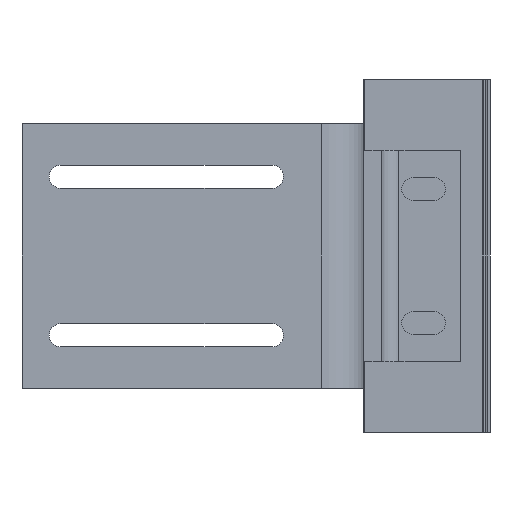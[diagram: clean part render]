
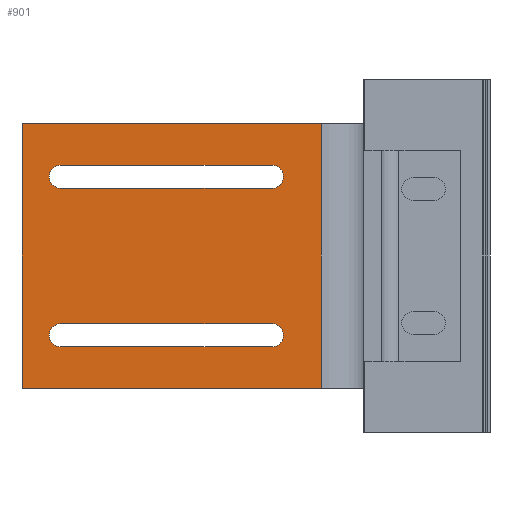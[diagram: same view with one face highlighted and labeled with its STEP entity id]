
A CAD part, front view. The second image highlights one B-rep face of the part: STEP entity #901.
In plain terms, the highlighted planar face has unit normal (0, -1, 0).
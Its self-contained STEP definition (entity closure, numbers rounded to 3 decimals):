
#226 = LINE ( 'NONE', #14916, #17017 ) ;
#775 = ORIENTED_EDGE ( 'NONE', *, *, #22332, .T. ) ;
#853 = AXIS2_PLACEMENT_3D ( 'NONE', #14340, #4777, #12352 ) ;
#901 = ADVANCED_FACE ( 'NONE', ( #22664, #3434, #1291 ), #13241, .F. ) ;
#1029 = CARTESIAN_POINT ( 'NONE',  ( 45., -12., -38.5 ) ) ;
#1291 = FACE_BOUND ( 'NONE', #16239, .T. ) ;
#1300 = EDGE_LOOP ( 'NONE', ( #775, #16768, #16135, #12450 ) ) ;
#1482 = LINE ( 'NONE', #14799, #19971 ) ;
#1604 = CIRCLE ( 'NONE', #3602, 6.5 ) ;
#2734 = VECTOR ( 'NONE', #14593, 1000. ) ;
#3132 = LINE ( 'NONE', #3253, #24114 ) ;
#3228 = EDGE_CURVE ( 'NONE', #14628, #3543, #12032, .T. ) ;
#3253 = CARTESIAN_POINT ( 'NONE',  ( 97., -12., 75. ) ) ;
#3434 = FACE_BOUND ( 'NONE', #11480, .T. ) ;
#3543 = VERTEX_POINT ( 'NONE', #6043 ) ;
#3602 = AXIS2_PLACEMENT_3D ( 'NONE', #4142, #11702, #9839 ) ;
#3806 = VERTEX_POINT ( 'NONE', #14707 ) ;
#3975 = EDGE_CURVE ( 'NONE', #5734, #17151, #1604, .T. ) ;
#4142 = CARTESIAN_POINT ( 'NONE',  ( -75., -12., 45. ) ) ;
#4777 = DIRECTION ( 'NONE',  ( 0., 1., 0. ) ) ;
#4796 = VECTOR ( 'NONE', #7694, 1000. ) ;
#4807 = DIRECTION ( 'NONE',  ( 0., -1., 0. ) ) ;
#5653 = ORIENTED_EDGE ( 'NONE', *, *, #15249, .F. ) ;
#5734 = VERTEX_POINT ( 'NONE', #22080 ) ;
#5774 = ORIENTED_EDGE ( 'NONE', *, *, #24348, .T. ) ;
#5796 = CARTESIAN_POINT ( 'NONE',  ( 73., -12., -75. ) ) ;
#6043 = CARTESIAN_POINT ( 'NONE',  ( -75., -12., -51.5 ) ) ;
#6558 = VERTEX_POINT ( 'NONE', #6896 ) ;
#6623 = DIRECTION ( 'NONE',  ( 0., -1., 0. ) ) ;
#6638 = CIRCLE ( 'NONE', #16154, 6.5 ) ;
#6800 = EDGE_CURVE ( 'NONE', #17503, #5734, #14036, .T. ) ;
#6896 = CARTESIAN_POINT ( 'NONE',  ( 45., -12., 51.5 ) ) ;
#6902 = CARTESIAN_POINT ( 'NONE',  ( -97., -12., 75. ) ) ;
#7694 = DIRECTION ( 'NONE',  ( 1., 0., 0. ) ) ;
#8246 = EDGE_CURVE ( 'NONE', #10861, #8384, #3132, .T. ) ;
#8384 = VERTEX_POINT ( 'NONE', #20751 ) ;
#8560 = CARTESIAN_POINT ( 'NONE',  ( 45., -12., 51.5 ) ) ;
#8886 = CARTESIAN_POINT ( 'NONE',  ( 0., -12., 0. ) ) ;
#9007 = EDGE_CURVE ( 'NONE', #15822, #10861, #24273, .T. ) ;
#9839 = DIRECTION ( 'NONE',  ( 0., 0., 1. ) ) ;
#9998 = CIRCLE ( 'NONE', #853, 6.5 ) ;
#10143 = VECTOR ( 'NONE', #16023, 1000. ) ;
#10354 = CARTESIAN_POINT ( 'NONE',  ( 45., -12., 38.5 ) ) ;
#10824 = DIRECTION ( 'NONE',  ( 1., 0., 0. ) ) ;
#10861 = VERTEX_POINT ( 'NONE', #20216 ) ;
#10933 = DIRECTION ( 'NONE',  ( 0., 0., 1. ) ) ;
#10998 = DIRECTION ( 'NONE',  ( 0., 1., 0. ) ) ;
#11303 = VERTEX_POINT ( 'NONE', #1029 ) ;
#11329 = ORIENTED_EDGE ( 'NONE', *, *, #6800, .T. ) ;
#11416 = LINE ( 'NONE', #19219, #11779 ) ;
#11480 = EDGE_LOOP ( 'NONE', ( #14098, #5774, #11329, #22183 ) ) ;
#11696 = EDGE_CURVE ( 'NONE', #3806, #11303, #6638, .T. ) ;
#11702 = DIRECTION ( 'NONE',  ( 0., 1., 0. ) ) ;
#11779 = VECTOR ( 'NONE', #13533, 1000. ) ;
#12007 = DIRECTION ( 'NONE',  ( 0., 0., -1. ) ) ;
#12032 = CIRCLE ( 'NONE', #22738, 6.5 ) ;
#12079 = CARTESIAN_POINT ( 'NONE',  ( 45., -12., -45. ) ) ;
#12352 = DIRECTION ( 'NONE',  ( 0., 0., 1. ) ) ;
#12450 = ORIENTED_EDGE ( 'NONE', *, *, #13415, .F. ) ;
#13241 = PLANE ( 'NONE',  #21197 ) ;
#13415 = EDGE_CURVE ( 'NONE', #20467, #15822, #11416, .T. ) ;
#13533 = DIRECTION ( 'NONE',  ( -1., 0., 0. ) ) ;
#13797 = LINE ( 'NONE', #15787, #23499 ) ;
#14036 = LINE ( 'NONE', #15903, #10143 ) ;
#14098 = ORIENTED_EDGE ( 'NONE', *, *, #16810, .T. ) ;
#14340 = CARTESIAN_POINT ( 'NONE',  ( 45., -12., 45. ) ) ;
#14593 = DIRECTION ( 'NONE',  ( 0., 0., 1. ) ) ;
#14628 = VERTEX_POINT ( 'NONE', #16363 ) ;
#14707 = CARTESIAN_POINT ( 'NONE',  ( 45., -12., -51.5 ) ) ;
#14799 = CARTESIAN_POINT ( 'NONE',  ( 73., -12., -75. ) ) ;
#14916 = CARTESIAN_POINT ( 'NONE',  ( 45., -12., -38.5 ) ) ;
#15249 = EDGE_CURVE ( 'NONE', #11303, #14628, #226, .T. ) ;
#15787 = CARTESIAN_POINT ( 'NONE',  ( 45., -12., -51.5 ) ) ;
#15822 = VERTEX_POINT ( 'NONE', #21307 ) ;
#15903 = CARTESIAN_POINT ( 'NONE',  ( 45., -12., 38.5 ) ) ;
#16023 = DIRECTION ( 'NONE',  ( -1., 0., 0. ) ) ;
#16135 = ORIENTED_EDGE ( 'NONE', *, *, #9007, .F. ) ;
#16154 = AXIS2_PLACEMENT_3D ( 'NONE', #12079, #6623, #19757 ) ;
#16239 = EDGE_LOOP ( 'NONE', ( #22014, #18308, #18319, #5653 ) ) ;
#16353 = CARTESIAN_POINT ( 'NONE',  ( -75., -12., 51.5 ) ) ;
#16363 = CARTESIAN_POINT ( 'NONE',  ( -75., -12., -38.5 ) ) ;
#16470 = DIRECTION ( 'NONE',  ( 0., 0., 1. ) ) ;
#16768 = ORIENTED_EDGE ( 'NONE', *, *, #8246, .F. ) ;
#16810 = EDGE_CURVE ( 'NONE', #17151, #6558, #17636, .T. ) ;
#17017 = VECTOR ( 'NONE', #22471, 1000. ) ;
#17151 = VERTEX_POINT ( 'NONE', #16353 ) ;
#17503 = VERTEX_POINT ( 'NONE', #10354 ) ;
#17636 = LINE ( 'NONE', #8560, #4796 ) ;
#18308 = ORIENTED_EDGE ( 'NONE', *, *, #19790, .F. ) ;
#18319 = ORIENTED_EDGE ( 'NONE', *, *, #3228, .F. ) ;
#19219 = CARTESIAN_POINT ( 'NONE',  ( 97., -12., -75. ) ) ;
#19733 = DIRECTION ( 'NONE',  ( 1., 0., 0. ) ) ;
#19757 = DIRECTION ( 'NONE',  ( 0., 0., -1. ) ) ;
#19790 = EDGE_CURVE ( 'NONE', #3543, #3806, #13797, .T. ) ;
#19971 = VECTOR ( 'NONE', #10933, 1000. ) ;
#20216 = CARTESIAN_POINT ( 'NONE',  ( -97., -12., 75. ) ) ;
#20467 = VERTEX_POINT ( 'NONE', #5796 ) ;
#20751 = CARTESIAN_POINT ( 'NONE',  ( 73., -12., 75. ) ) ;
#21197 = AXIS2_PLACEMENT_3D ( 'NONE', #8886, #10998, #16470 ) ;
#21307 = CARTESIAN_POINT ( 'NONE',  ( -97., -12., -75. ) ) ;
#21929 = CARTESIAN_POINT ( 'NONE',  ( -75., -12., -45. ) ) ;
#22014 = ORIENTED_EDGE ( 'NONE', *, *, #11696, .F. ) ;
#22080 = CARTESIAN_POINT ( 'NONE',  ( -75., -12., 38.5 ) ) ;
#22183 = ORIENTED_EDGE ( 'NONE', *, *, #3975, .T. ) ;
#22332 = EDGE_CURVE ( 'NONE', #20467, #8384, #1482, .T. ) ;
#22471 = DIRECTION ( 'NONE',  ( -1., 0., 0. ) ) ;
#22664 = FACE_OUTER_BOUND ( 'NONE', #1300, .T. ) ;
#22738 = AXIS2_PLACEMENT_3D ( 'NONE', #21929, #4807, #12007 ) ;
#23499 = VECTOR ( 'NONE', #19733, 1000. ) ;
#24114 = VECTOR ( 'NONE', #10824, 1000. ) ;
#24273 = LINE ( 'NONE', #6902, #2734 ) ;
#24348 = EDGE_CURVE ( 'NONE', #6558, #17503, #9998, .T. ) ;
